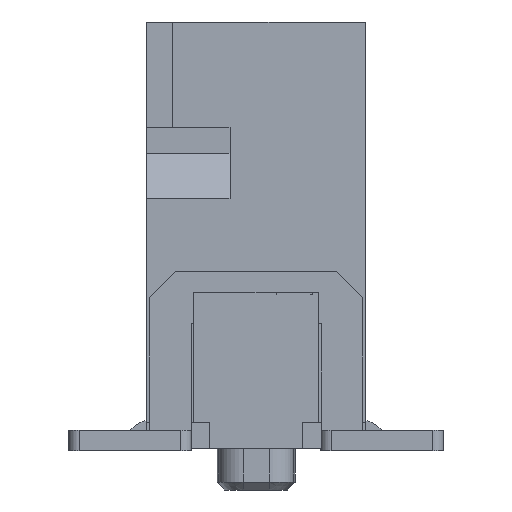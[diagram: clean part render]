
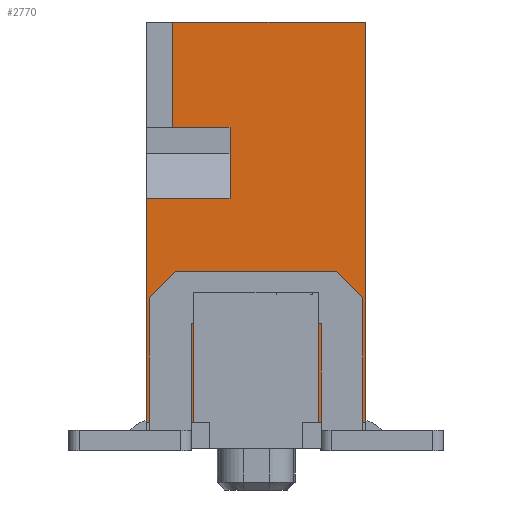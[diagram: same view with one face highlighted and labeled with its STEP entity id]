
A CAD part, left-side view. The second image highlights one B-rep face of the part: STEP entity #2770.
In plain terms, the highlighted planar face has unit normal (-1, 0, 0).
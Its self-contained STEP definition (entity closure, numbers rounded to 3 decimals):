
#2770=ADVANCED_FACE('',(#5972),#5973,.F.);
#5972=FACE_OUTER_BOUND('',#9715,.T.);
#5973=PLANE('',#9716);
#9715=EDGE_LOOP('',(#18085,#18086,#18087,#18088,#18089,#18090,#18091,#18092,#18093,#18094,#18095,#18096));
#9716=AXIS2_PLACEMENT_3D('',#18097,#18098,#18099);
#18085=ORIENTED_EDGE('',*,*,#25618,.T.);
#18086=ORIENTED_EDGE('',*,*,#25619,.T.);
#18087=ORIENTED_EDGE('',*,*,#25620,.T.);
#18088=ORIENTED_EDGE('',*,*,#25621,.T.);
#18089=ORIENTED_EDGE('',*,*,#25622,.F.);
#18090=ORIENTED_EDGE('',*,*,#25623,.F.);
#18091=ORIENTED_EDGE('',*,*,#25624,.F.);
#18092=ORIENTED_EDGE('',*,*,#25625,.T.);
#18093=ORIENTED_EDGE('',*,*,#25626,.F.);
#18094=ORIENTED_EDGE('',*,*,#25627,.T.);
#18095=ORIENTED_EDGE('',*,*,#25628,.F.);
#18096=ORIENTED_EDGE('',*,*,#25629,.T.);
#18097=CARTESIAN_POINT('',(1.18,4.2,-0.75));
#18098=DIRECTION('',(1.0,0.0,0.0));
#18099=DIRECTION('',(0.0,1.0,0.0));
#25618=EDGE_CURVE('',#31461,#31462,#31463,.T.);
#25619=EDGE_CURVE('',#31462,#31464,#31465,.T.);
#25620=EDGE_CURVE('',#31464,#31466,#31467,.T.);
#25621=EDGE_CURVE('',#31466,#31468,#31469,.T.);
#25622=EDGE_CURVE('',#31470,#31468,#31471,.T.);
#25623=EDGE_CURVE('',#31472,#31470,#31473,.T.);
#25624=EDGE_CURVE('',#31474,#31472,#31475,.T.);
#25625=EDGE_CURVE('',#31474,#31476,#31477,.T.);
#25626=EDGE_CURVE('',#31478,#31476,#31479,.T.);
#25627=EDGE_CURVE('',#31478,#31480,#31481,.T.);
#25628=EDGE_CURVE('',#31482,#31480,#31483,.T.);
#25629=EDGE_CURVE('',#31482,#31461,#31484,.T.);
#31461=VERTEX_POINT('',#39860);
#31462=VERTEX_POINT('',#39861);
#31463=LINE('',#39862,#39863);
#31464=VERTEX_POINT('',#39864);
#31465=LINE('',#39865,#39866);
#31466=VERTEX_POINT('',#39867);
#31467=LINE('',#39868,#39869);
#31468=VERTEX_POINT('',#39870);
#31469=LINE('',#39871,#39872);
#31470=VERTEX_POINT('',#39873);
#31471=LINE('',#39874,#39875);
#31472=VERTEX_POINT('',#39876);
#31473=LINE('',#39877,#39878);
#31474=VERTEX_POINT('',#39879);
#31475=LINE('',#39880,#39881);
#31476=VERTEX_POINT('',#39882);
#31477=LINE('',#39883,#39884);
#31478=VERTEX_POINT('',#39885);
#31479=LINE('',#39886,#39887);
#31480=VERTEX_POINT('',#39888);
#31481=LINE('',#39889,#39890);
#31482=VERTEX_POINT('',#39891);
#31483=LINE('',#39892,#39893);
#31484=LINE('',#39894,#39895);
#39860=CARTESIAN_POINT('',(1.18,0.905,2.395));
#39861=CARTESIAN_POINT('',(1.18,0.905,0.5));
#39862=CARTESIAN_POINT('',(1.18,0.905,0.0));
#39863=VECTOR('',#46939,1.0);
#39864=CARTESIAN_POINT('',(1.18,0.0,0.5));
#39865=CARTESIAN_POINT('',(1.18,4.2,0.5));
#39866=VECTOR('',#46940,1000.0);
#39867=CARTESIAN_POINT('',(1.18,0.0,8.2));
#39868=CARTESIAN_POINT('',(1.18,0.0,-0.75));
#39869=VECTOR('',#46941,1000.0);
#39870=CARTESIAN_POINT('',(1.18,3.7,8.2));
#39871=CARTESIAN_POINT('',(1.18,4.2,8.2));
#39872=VECTOR('',#46942,1000.0);
#39873=CARTESIAN_POINT('',(1.18,3.7,6.18));
#39874=CARTESIAN_POINT('',(1.18,3.7,5.9));
#39875=VECTOR('',#46943,1000.0);
#39876=CARTESIAN_POINT('',(1.18,2.6,6.18));
#39877=CARTESIAN_POINT('',(1.18,2.6,6.18));
#39878=VECTOR('',#46944,1000.0);
#39879=CARTESIAN_POINT('',(1.18,2.6,4.814));
#39880=CARTESIAN_POINT('',(1.18,2.6,4.814));
#39881=VECTOR('',#46945,1000.0);
#39882=CARTESIAN_POINT('',(1.18,4.2,4.814));
#39883=CARTESIAN_POINT('',(1.18,2.6,4.814));
#39884=VECTOR('',#46946,1000.0);
#39885=CARTESIAN_POINT('',(1.18,4.2,0.5));
#39886=CARTESIAN_POINT('',(1.18,4.2,-0.75));
#39887=VECTOR('',#46947,1000.0);
#39888=CARTESIAN_POINT('',(1.18,3.295,0.5));
#39889=CARTESIAN_POINT('',(1.18,4.2,0.5));
#39890=VECTOR('',#46948,1000.0);
#39891=CARTESIAN_POINT('',(1.18,3.295,2.395));
#39892=CARTESIAN_POINT('',(1.18,3.295,0.0));
#39893=VECTOR('',#46949,1.0);
#39894=CARTESIAN_POINT('',(1.18,2.075,2.395));
#39895=VECTOR('',#46950,1.0);
#46939=DIRECTION('',(0.0,0.0,-1.0));
#46940=DIRECTION('',(0.0,-1.0,0.0));
#46941=DIRECTION('',(0.0,0.0,1.0));
#46942=DIRECTION('',(0.0,1.0,0.0));
#46943=DIRECTION('',(0.0,0.0,1.0));
#46944=DIRECTION('',(0.0,1.0,0.0));
#46945=DIRECTION('',(0.0,0.0,1.0));
#46946=DIRECTION('',(0.0,1.0,0.0));
#46947=DIRECTION('',(0.0,0.0,1.0));
#46948=DIRECTION('',(0.0,-1.0,0.0));
#46949=DIRECTION('',(0.0,0.0,-1.0));
#46950=DIRECTION('',(0.0,-1.0,0.));
